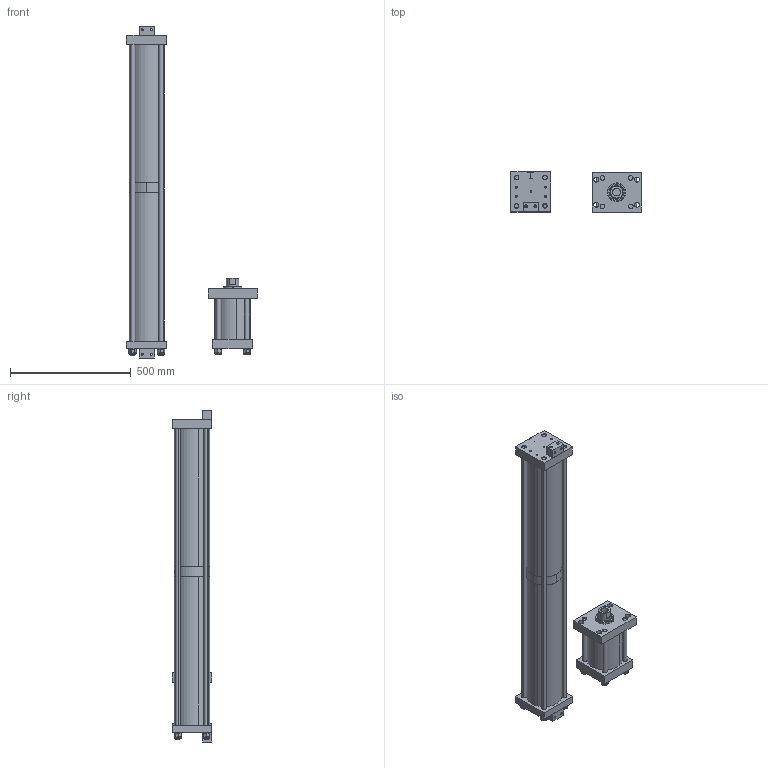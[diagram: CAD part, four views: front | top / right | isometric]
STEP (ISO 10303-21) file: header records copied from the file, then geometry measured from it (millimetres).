
FILE_DESCRIPTION (( 'STEP AP203' ), '1' );
FILE_NAME ('HZS-20-1.00-FH.STEP', '2016-05-03T15:33:30', ( 'myvpn' ), ( '' ), 'SwSTEP 2.0', 'SolidWorks 2014', '' );
FILE_SCHEMA (( 'CONFIG_CONTROL_DESIGN' ));
Length unit declared in the file: inch
Products named in the file (15): HZS2014_1.00; NLN .75; HZS2063_1.00; HZ1010; ES1005_1.0; E1004; E1064; HZS-20-1.00-FH; E1059; F1003; E1060_1.00; F1062; E10BRK; E1001_2.0; HZS2011_1.00
Assembly tree (28 placements, depth 2):
  HZS-20-1.00-FH
    E1004
    F1003
    E1001_2.0
    E1064
    NLN .75  x8
    ES1005_1.0
    E1059
    E1060_1.00  x4
    F1062
    E10BRK  x2
    HZS2011_1.00
    HZS2014_1.00
    HZS2063_1.00  x4
    HZ1010
Bounding box: 538.91 x 165.1 x 1372.87 mm (x, y, z)
Volume: 12794054 mm3; surface area: 2175092.1 mm2
Topology: 28 solids, 28 shells, 974 faces, 2316 edges, 1248 vertices
Faces by surface type: cylinder 477, plane 247, sphere 97, bspline 96, cone 57
Entity records: 15591 total; most frequent: CARTESIAN_POINT 3555, DIRECTION 2280, ORIENTED_EDGE 1928, EDGE_CURVE 964, AXIS2_PLACEMENT_3D 943, VERTEX_POINT 612, EDGE_LOOP 550, CIRCLE 500
